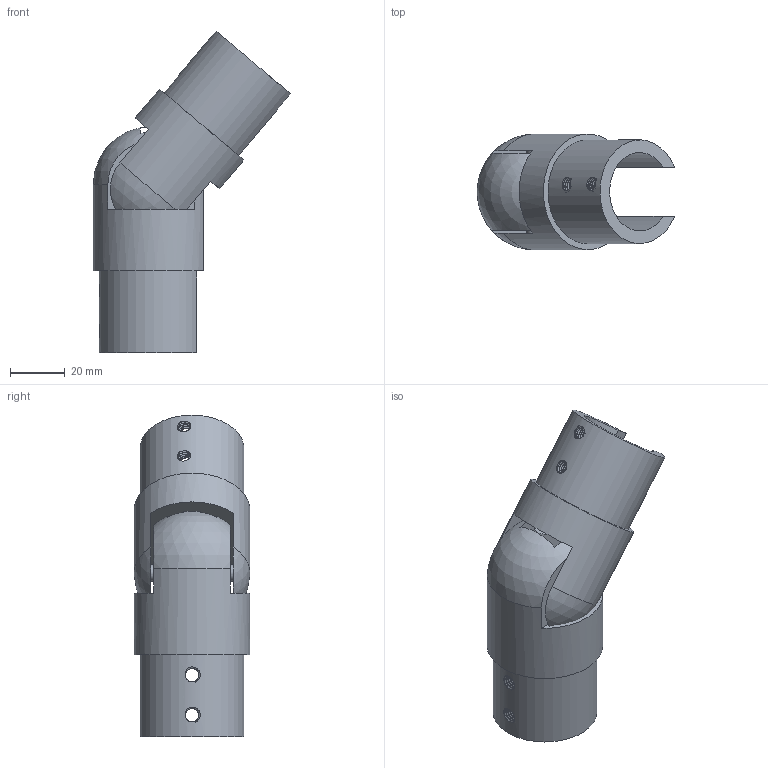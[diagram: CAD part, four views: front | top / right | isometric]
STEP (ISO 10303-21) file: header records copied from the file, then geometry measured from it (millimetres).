
FILE_DESCRIPTION(/* description */ (''),/* implementation_level */ '2;1');
FILE_NAME(/* name */ '1627_Cosch_Edelstahltechnik.stp',/* time_stamp */ '2018-06-13T20:56:45+02:00',/* author */ (''),/* organization */ (''),/* preprocessor_version */ 'ST-DEVELOPER v16',/* originating_system */ 'SIEMENS PLM Software NX 11.0',/* authorisation */ '');
FILE_SCHEMA (('AUTOMOTIVE_DESIGN { 1 0 10303 214 3 1 1 1 }'));
Length unit declared in the file: millimetre
Products named in the file (1): Goge04C839C99v6p
Bounding box: 72.26 x 42.4 x 117.82 mm (x, y, z)
Volume: 80692.1 mm3; surface area: 29543.7 mm2
Topology: 3 solids, 3 shells, 51 faces, 139 edges, 93 vertices
Faces by surface type: plane 24, cylinder 15, bspline 8, sphere 4
Full cylindrical faces by diameter (mm): 6 x1
Entity records: 9725 total; most frequent: CARTESIAN_POINT 8474, ORIENTED_EDGE 270, DIRECTION 209, EDGE_CURVE 135, VERTEX_POINT 91, AXIS2_PLACEMENT_3D 78, EDGE_LOOP 62, LINE 53
